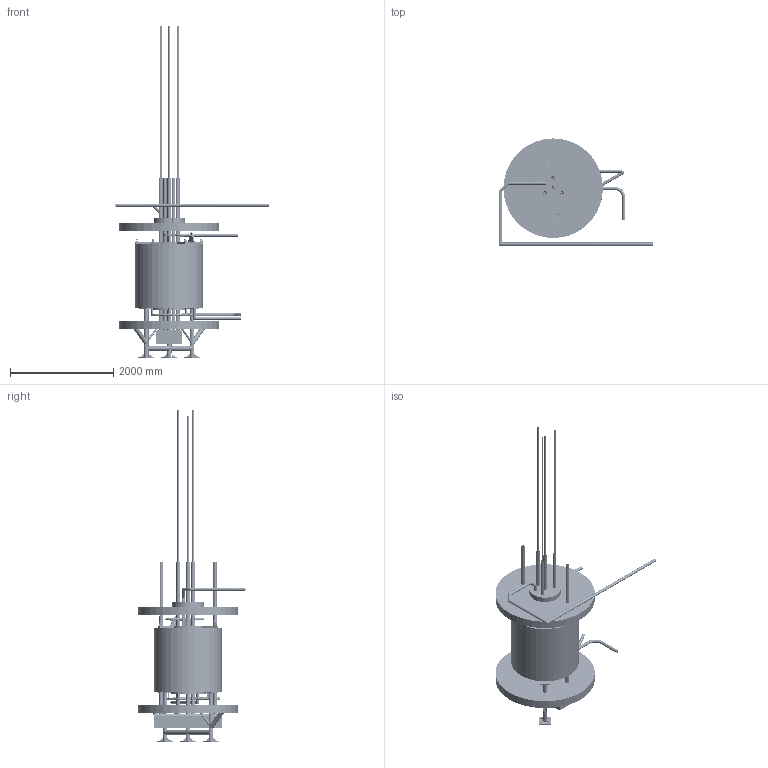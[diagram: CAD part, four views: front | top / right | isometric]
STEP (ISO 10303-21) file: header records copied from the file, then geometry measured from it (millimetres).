
FILE_DESCRIPTION(/* description */ ('STEP AP242','CAx-IF Rec.Pracs.---Representation and Presentation of Product Manufacturing Information (PMI)---4.0---2014-10-13','CAx-IF Rec.Pracs.---3D Tessellated Geometry---0.4---2014-09-14','2;1'),/* implementation_level */ '2;1');
FILE_NAME(/* name */ '6358f6394dfd7f39c2508526',/* time_stamp */ '2022-10-26T08:56:27+00:00',/* author */ (''),/* organization */ (''),/* preprocessor_version */ 'ST-DEVELOPER v18.102',/* originating_system */ ' ',/* authorisation */ ' ');
FILE_SCHEMA (('AP242_MANAGED_MODEL_BASED_3D_ENGINEERING_MIM_LF { 1 0 10303 442 1 1 4 }'));
Products named in the file (88): master_separated; sodium inlet; inconel; Core & Reflector Can; BeO Layer; Fuel Circuits <1>; Part 1; Part 2; Fuel Circuits <2>; Helium Manifold <1>; Part 3; Control Rod Sleeve <2>; diat. earth; Sleeve; Bottom Tube Sheet; Control Rod Sleeve <4>; Top Tube Sheet; Fuel Inlet Manifold; sodium outlet; Short Leg <1>; Part 4; Part 5; Control Rod Sleeve <1>; Pressure Assembly <1>; Part 13; Bracket; Part 6; Reinforcing Plate (Bottom); Part 7; Part 10; Reinforcing Plate (Top); Bottom Header; Part 11; Part 9; Flange; Pressure Shell; Part 12; Top Header; Instrumentation Sleeve <2>; diat. earth instr. ...
Assembly tree (338 placements, depth 3):
  master_separated
    sodium inlet
    inconel
    Core & Reflector Can
    BeO Layer  x6
    Fuel Circuits <1>
      Part 1
      Part 2
    Fuel Circuits <2>
      Part 1
      Part 2
    Helium Manifold <1>
      Part 1
      Part 3
      Part 2
    Control Rod Sleeve <2>
      diat. earth
      Sleeve
    Bottom Tube Sheet
    Control Rod Sleeve <4>
      diat. earth
      Sleeve
    Top Tube Sheet
    Fuel Inlet Manifold
    sodium outlet
    Short Leg <1>
      Part 2
      Part 4
      Part 1
      Part 5
      Part 3
    Control Rod Sleeve <1>
      Sleeve
      diat. earth
    Pressure Assembly <1>
      Part 13
      Bracket
      Part 6
      Reinforcing Plate (Bottom)
      Part 7
      Part 10
      Reinforcing Plate (Top)
      Bottom Header
      Part 11
      Part 3
      Part 5
      Part 4
      Part 9
      Flange
      Pressure Shell
      Part 12
      Top Header
    Instrumentation Sleeve <2>
      diat. earth instr.
      Part 5
      Part 6
      orifice
      sleeve
    Fuel Circuits <3>
      Part 1
Bounding box: 3001.96 x 2081.21 x 6444.25 mm (x, y, z)
Volume: 2451135560.8 mm3; surface area: 155790867.5 mm2
Topology: 319 solids, 377 shells, 3834 faces, 8711 edges, 5771 vertices
Faces by surface type: cylinder 2372, plane 1208, torus 140, cone 73, bspline 41
Full cylindrical faces by diameter (mm): 11.684 x79, 12.7 x626, 25.4 x14, 26.67 x8, 29.369 x3, 29.845 x66, 31.369 x96, 31.75 x594, 32.004 x123, 32.862 x3, 32.956 x6, 33.401 x8, 34.798 x4, 37.513 x1, 37.866 x4, 38.1 x6, 40.894 x4, 42.672 x4, 44.45 x8, 47.244 x123, 48.26 x4, 50.8 x59, 52.569 x1, 52.578 x12, 52.705 x1, 57.627 x3, 58.402 x3, 59.984 x1, 60.325 x18, 60.706 x6
Entity records: 54526 total; most frequent: CARTESIAN_POINT 16831, DIRECTION 7246, ORIENTED_EDGE 4282, EDGE_LOOP 3722, FACE_BOUND 3722, AXIS2_PLACEMENT_3D 3486, EDGE_CURVE 2141, VERTEX_POINT 2015
